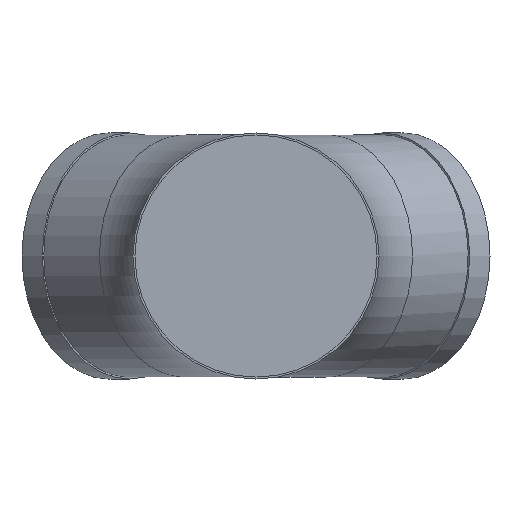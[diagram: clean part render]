
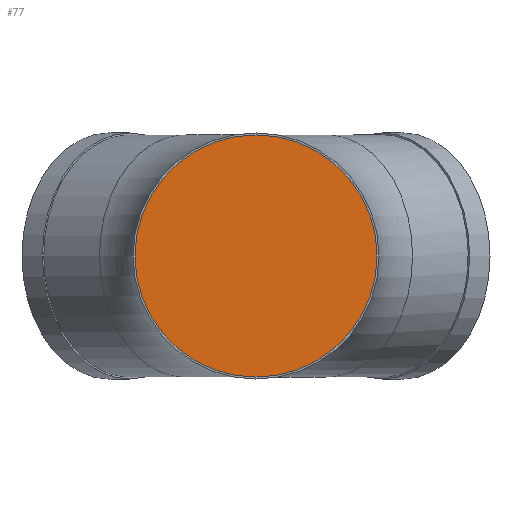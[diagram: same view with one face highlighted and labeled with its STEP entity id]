
A CAD part, front view. The second image highlights one B-rep face of the part: STEP entity #77.
In plain terms, the highlighted planar face has unit normal (0, -1, 0).
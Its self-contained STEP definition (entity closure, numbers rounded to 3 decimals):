
#77 = ADVANCED_FACE( '', ( #161 ), #162, .T. );
#161 = FACE_OUTER_BOUND( '', #265, .T. );
#162 = PLANE( '', #266 );
#265 = EDGE_LOOP( '', ( #367 ) );
#266 = AXIS2_PLACEMENT_3D( '', #368, #369, #370 );
#367 = ORIENTED_EDGE( '', *, *, #515, .T. );
#368 = CARTESIAN_POINT( '', ( 0., 50., 0. ) );
#369 = DIRECTION( '', ( 0., -1., 0. ) );
#370 = DIRECTION( '', ( 0., 0., -1. ) );
#515 = EDGE_CURVE( '', #576, #576, #577, .T. );
#576 = VERTEX_POINT( '', #740 );
#577 = CIRCLE( '', #741, 225. );
#740 = CARTESIAN_POINT( '', ( 0., 50., -225. ) );
#741 = AXIS2_PLACEMENT_3D( '', #903, #904, #905 );
#903 = CARTESIAN_POINT( '', ( 0., 50., 0. ) );
#904 = DIRECTION( '', ( 0., -1., 0. ) );
#905 = DIRECTION( '', ( 0., 0., -1. ) );
